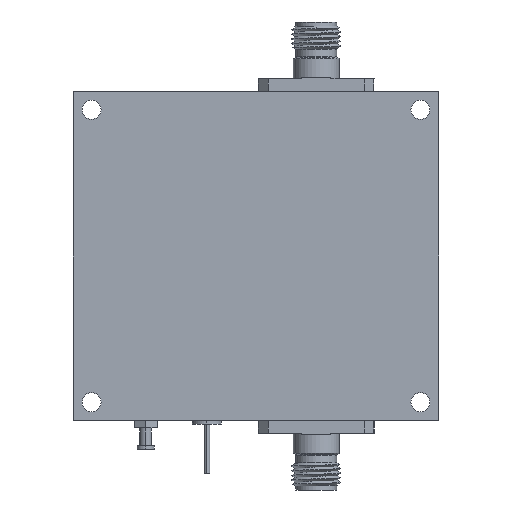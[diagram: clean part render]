
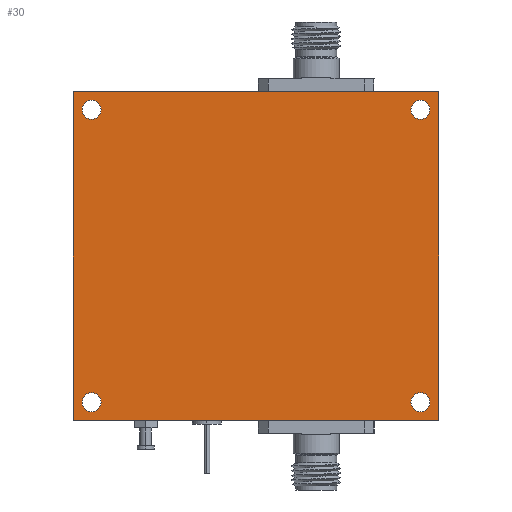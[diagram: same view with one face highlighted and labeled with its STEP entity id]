
A CAD part, left-side view. The second image highlights one B-rep face of the part: STEP entity #30.
In plain terms, the highlighted planar face has unit normal (-1, 0, 0).
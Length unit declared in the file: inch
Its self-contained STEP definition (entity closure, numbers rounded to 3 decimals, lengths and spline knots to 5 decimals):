
#30 = ADVANCED_FACE ( 'NONE', ( #3220, #6028, #4642, #2820, #1843 ), #411, .T. ) ;
#48 = CARTESIAN_POINT ( 'NONE',  ( -4.38765, 0.06897, 0.80576 ) ) ;
#166 = ORIENTED_EDGE ( 'NONE', *, *, #1605, .F. ) ;
#176 = LINE ( 'NONE', #2099, #5970 ) ;
#184 = AXIS2_PLACEMENT_3D ( 'NONE', #4473, #2489, #1661 ) ;
#266 = DIRECTION ( 'NONE',  ( 0., 0., 1. ) ) ;
#337 = EDGE_CURVE ( 'NONE', #6029, #5642, #176, .T. ) ;
#390 = ORIENTED_EDGE ( 'NONE', *, *, #5858, .F. ) ;
#411 = PLANE ( 'NONE',  #1529 ) ;
#470 = DIRECTION ( 'NONE',  ( -1., 0., 0. ) ) ;
#520 = AXIS2_PLACEMENT_3D ( 'NONE', #4887, #5869, #4393 ) ;
#553 = AXIS2_PLACEMENT_3D ( 'NONE', #3216, #1343, #2241 ) ;
#640 = ORIENTED_EDGE ( 'NONE', *, *, #2195, .F. ) ;
#781 = CARTESIAN_POINT ( 'NONE',  ( -4.38765, 1.84062, 0.7034 ) ) ;
#789 = EDGE_CURVE ( 'NONE', #1298, #5577, #6068, .T. ) ;
#874 = CARTESIAN_POINT ( 'NONE',  ( -4.38765, 1.84062, 0.80576 ) ) ;
#887 = VERTEX_POINT ( 'NONE', #1716 ) ;
#907 = CARTESIAN_POINT ( 'NONE',  ( -4.38765, 0.95479, 1.54198 ) ) ;
#946 = EDGE_CURVE ( 'NONE', #5577, #1298, #5081, .T. ) ;
#979 = ORIENTED_EDGE ( 'NONE', *, *, #789, .F. ) ;
#1168 = ORIENTED_EDGE ( 'NONE', *, *, #3804, .F. ) ;
#1224 = VECTOR ( 'NONE', #4952, 39.37008 ) ;
#1231 = EDGE_CURVE ( 'NONE', #1500, #1734, #3115, .T. ) ;
#1298 = VERTEX_POINT ( 'NONE', #781 ) ;
#1326 = CIRCLE ( 'NONE', #3092, 0.05118 ) ;
#1343 = DIRECTION ( 'NONE',  ( -1., 0., 0. ) ) ;
#1441 = CARTESIAN_POINT ( 'NONE',  ( -4.38765, 0.06897, 2.38056 ) ) ;
#1500 = VERTEX_POINT ( 'NONE', #1441 ) ;
#1529 = AXIS2_PLACEMENT_3D ( 'NONE', #907, #2790, #5567 ) ;
#1567 = VERTEX_POINT ( 'NONE', #4244 ) ;
#1594 = DIRECTION ( 'NONE',  ( 0., -1., 0. ) ) ;
#1605 = EDGE_CURVE ( 'NONE', #1567, #887, #5352, .T. ) ;
#1657 = CARTESIAN_POINT ( 'NONE',  ( -4.38765, -0.02946, 0.65615 ) ) ;
#1661 = DIRECTION ( 'NONE',  ( 0., 0., 1. ) ) ;
#1711 = CIRCLE ( 'NONE', #3970, 0.05118 ) ;
#1716 = CARTESIAN_POINT ( 'NONE',  ( -4.38765, 1.93904, 2.42781 ) ) ;
#1734 = VERTEX_POINT ( 'NONE', #2093 ) ;
#1748 = EDGE_CURVE ( 'NONE', #5642, #1567, #3502, .T. ) ;
#1843 = FACE_OUTER_BOUND ( 'NONE', #2049, .T. ) ;
#1879 = EDGE_LOOP ( 'NONE', ( #5578, #979 ) ) ;
#2009 = VERTEX_POINT ( 'NONE', #4295 ) ;
#2049 = EDGE_LOOP ( 'NONE', ( #2075, #5673, #5090, #166 ) ) ;
#2062 = LINE ( 'NONE', #5815, #3595 ) ;
#2075 = ORIENTED_EDGE ( 'NONE', *, *, #1748, .F. ) ;
#2093 = CARTESIAN_POINT ( 'NONE',  ( -4.38765, 0.06897, 2.2782 ) ) ;
#2099 = CARTESIAN_POINT ( 'NONE',  ( -4.38765, -0.02946, 2.42781 ) ) ;
#2195 = EDGE_CURVE ( 'NONE', #2009, #2948, #1326, .T. ) ;
#2212 = VECTOR ( 'NONE', #266, 39.37008 ) ;
#2241 = DIRECTION ( 'NONE',  ( 0., 0., 1. ) ) ;
#2315 = CARTESIAN_POINT ( 'NONE',  ( -4.38765, 0.06897, 0.7034 ) ) ;
#2463 = VERTEX_POINT ( 'NONE', #2315 ) ;
#2489 = DIRECTION ( 'NONE',  ( -1., 0., 0. ) ) ;
#2557 = CARTESIAN_POINT ( 'NONE',  ( -4.38765, 0.06897, 0.75458 ) ) ;
#2655 = EDGE_LOOP ( 'NONE', ( #3615, #4012 ) ) ;
#2790 = DIRECTION ( 'NONE',  ( -1., 0., 0. ) ) ;
#2815 = EDGE_LOOP ( 'NONE', ( #640, #3953 ) ) ;
#2820 = FACE_BOUND ( 'NONE', #4718, .T. ) ;
#2862 = EDGE_CURVE ( 'NONE', #2948, #2009, #1711, .T. ) ;
#2948 = VERTEX_POINT ( 'NONE', #3704 ) ;
#3092 = AXIS2_PLACEMENT_3D ( 'NONE', #5052, #3694, #4043 ) ;
#3115 = CIRCLE ( 'NONE', #3409, 0.05118 ) ;
#3216 = CARTESIAN_POINT ( 'NONE',  ( -4.38765, 1.84062, 0.75458 ) ) ;
#3220 = FACE_BOUND ( 'NONE', #1879, .T. ) ;
#3409 = AXIS2_PLACEMENT_3D ( 'NONE', #4049, #5928, #5901 ) ;
#3498 = CARTESIAN_POINT ( 'NONE',  ( -4.38765, 1.84062, 2.32938 ) ) ;
#3502 = LINE ( 'NONE', #1657, #1224 ) ;
#3533 = CARTESIAN_POINT ( 'NONE',  ( -4.38765, 1.93904, 2.42781 ) ) ;
#3595 = VECTOR ( 'NONE', #1594, 39.37008 ) ;
#3615 = ORIENTED_EDGE ( 'NONE', *, *, #1231, .F. ) ;
#3694 = DIRECTION ( 'NONE',  ( -1., 0., 0. ) ) ;
#3704 = CARTESIAN_POINT ( 'NONE',  ( -4.38765, 1.84062, 2.2782 ) ) ;
#3804 = EDGE_CURVE ( 'NONE', #5015, #2463, #3908, .T. ) ;
#3908 = CIRCLE ( 'NONE', #5986, 0.05118 ) ;
#3910 = DIRECTION ( 'NONE',  ( 0., 0., -1. ) ) ;
#3944 = CARTESIAN_POINT ( 'NONE',  ( -4.38765, -0.02946, 2.42781 ) ) ;
#3953 = ORIENTED_EDGE ( 'NONE', *, *, #2862, .F. ) ;
#3970 = AXIS2_PLACEMENT_3D ( 'NONE', #3498, #5930, #4525 ) ;
#4012 = ORIENTED_EDGE ( 'NONE', *, *, #5129, .F. ) ;
#4043 = DIRECTION ( 'NONE',  ( 0., 0., 1. ) ) ;
#4049 = CARTESIAN_POINT ( 'NONE',  ( -4.38765, 0.06897, 2.32938 ) ) ;
#4139 = CARTESIAN_POINT ( 'NONE',  ( -4.38765, -0.02946, 0.65615 ) ) ;
#4236 = DIRECTION ( 'NONE',  ( 0., 0., 1. ) ) ;
#4244 = CARTESIAN_POINT ( 'NONE',  ( -4.38765, 1.93904, 0.65615 ) ) ;
#4295 = CARTESIAN_POINT ( 'NONE',  ( -4.38765, 1.84062, 2.38056 ) ) ;
#4338 = EDGE_CURVE ( 'NONE', #887, #6029, #2062, .T. ) ;
#4393 = DIRECTION ( 'NONE',  ( 0., 0., 1. ) ) ;
#4473 = CARTESIAN_POINT ( 'NONE',  ( -4.38765, 0.06897, 2.32938 ) ) ;
#4477 = DIRECTION ( 'NONE',  ( -1., 0., 0. ) ) ;
#4504 = AXIS2_PLACEMENT_3D ( 'NONE', #5684, #470, #4236 ) ;
#4509 = DIRECTION ( 'NONE',  ( 0., 0., 1. ) ) ;
#4525 = DIRECTION ( 'NONE',  ( 0., 0., 1. ) ) ;
#4621 = CIRCLE ( 'NONE', #184, 0.05118 ) ;
#4642 = FACE_BOUND ( 'NONE', #2655, .T. ) ;
#4718 = EDGE_LOOP ( 'NONE', ( #1168, #390 ) ) ;
#4887 = CARTESIAN_POINT ( 'NONE',  ( -4.38765, 0.06897, 0.75458 ) ) ;
#4952 = DIRECTION ( 'NONE',  ( 0., 1., 0. ) ) ;
#5015 = VERTEX_POINT ( 'NONE', #48 ) ;
#5052 = CARTESIAN_POINT ( 'NONE',  ( -4.38765, 1.84062, 2.32938 ) ) ;
#5081 = CIRCLE ( 'NONE', #4504, 0.05118 ) ;
#5090 = ORIENTED_EDGE ( 'NONE', *, *, #4338, .F. ) ;
#5129 = EDGE_CURVE ( 'NONE', #1734, #1500, #4621, .T. ) ;
#5347 = CIRCLE ( 'NONE', #520, 0.05118 ) ;
#5352 = LINE ( 'NONE', #3533, #2212 ) ;
#5567 = DIRECTION ( 'NONE',  ( 0., 0., 1. ) ) ;
#5577 = VERTEX_POINT ( 'NONE', #874 ) ;
#5578 = ORIENTED_EDGE ( 'NONE', *, *, #946, .F. ) ;
#5642 = VERTEX_POINT ( 'NONE', #4139 ) ;
#5673 = ORIENTED_EDGE ( 'NONE', *, *, #337, .F. ) ;
#5684 = CARTESIAN_POINT ( 'NONE',  ( -4.38765, 1.84062, 0.75458 ) ) ;
#5815 = CARTESIAN_POINT ( 'NONE',  ( -4.38765, -0.02946, 2.42781 ) ) ;
#5858 = EDGE_CURVE ( 'NONE', #2463, #5015, #5347, .T. ) ;
#5869 = DIRECTION ( 'NONE',  ( -1., 0., 0. ) ) ;
#5901 = DIRECTION ( 'NONE',  ( 0., 0., 1. ) ) ;
#5928 = DIRECTION ( 'NONE',  ( -1., 0., 0. ) ) ;
#5930 = DIRECTION ( 'NONE',  ( -1., 0., 0. ) ) ;
#5970 = VECTOR ( 'NONE', #3910, 39.37008 ) ;
#5986 = AXIS2_PLACEMENT_3D ( 'NONE', #2557, #4477, #4509 ) ;
#6028 = FACE_BOUND ( 'NONE', #2815, .T. ) ;
#6029 = VERTEX_POINT ( 'NONE', #3944 ) ;
#6068 = CIRCLE ( 'NONE', #553, 0.05118 ) ;
